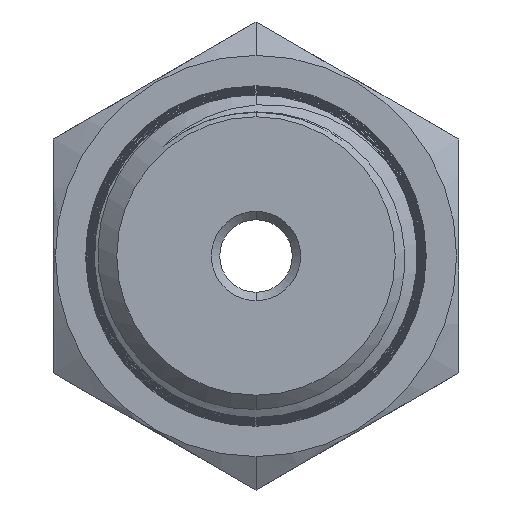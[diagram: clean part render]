
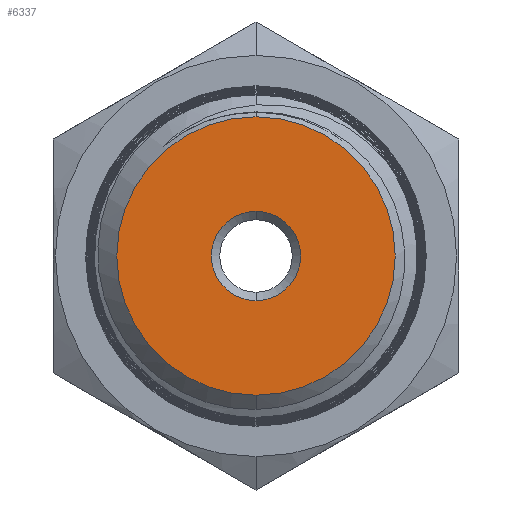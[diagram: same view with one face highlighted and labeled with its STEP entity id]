
A CAD part, left-side view. The second image highlights one B-rep face of the part: STEP entity #6337.
In plain terms, the highlighted planar face has unit normal (-1, 0, 0).
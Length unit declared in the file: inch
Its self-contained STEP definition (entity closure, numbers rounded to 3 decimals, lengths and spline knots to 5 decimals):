
#1428 = AXIS2_PLACEMENT_3D ( 'NONE', #14931, #9534, #5443 ) ;
#1617 = VERTEX_POINT ( 'NONE', #14952 ) ;
#1789 = EDGE_CURVE ( 'NONE', #3614, #1617, #7535, .T. ) ;
#1835 = AXIS2_PLACEMENT_3D ( 'NONE', #7478, #11369, #16512 ) ;
#2519 = FACE_OUTER_BOUND ( 'NONE', #9840, .T. ) ;
#2589 = EDGE_CURVE ( 'NONE', #14719, #17104, #3951, .T. ) ;
#3126 = ORIENTED_EDGE ( 'NONE', *, *, #6489, .T. ) ;
#3614 = VERTEX_POINT ( 'NONE', #13137 ) ;
#3951 = CIRCLE ( 'NONE', #1835, 0.11 ) ;
#4521 = CARTESIAN_POINT ( 'NONE',  ( -2., 0., 0.11 ) ) ;
#5443 = DIRECTION ( 'NONE',  ( 0., 0., 1. ) ) ;
#5629 = DIRECTION ( 'NONE',  ( -1., 0., 0. ) ) ;
#6337 = ADVANCED_FACE ( 'NONE', ( #13124, #2519 ), #9445, .F. ) ;
#6489 = EDGE_CURVE ( 'NONE', #1617, #3614, #11028, .T. ) ;
#6702 = DIRECTION ( 'NONE',  ( 1., 0., 0. ) ) ;
#6971 = AXIS2_PLACEMENT_3D ( 'NONE', #16100, #6702, #8163 ) ;
#6985 = DIRECTION ( 'NONE',  ( 0., 0., 1. ) ) ;
#7048 = CARTESIAN_POINT ( 'NONE',  ( -2., 0., 0. ) ) ;
#7414 = ORIENTED_EDGE ( 'NONE', *, *, #2589, .F. ) ;
#7478 = CARTESIAN_POINT ( 'NONE',  ( -2., 0., 0. ) ) ;
#7535 = CIRCLE ( 'NONE', #10730, 0.3435 ) ;
#8163 = DIRECTION ( 'NONE',  ( 0., 0., -1. ) ) ;
#8389 = DIRECTION ( 'NONE',  ( -1., 0., 0. ) ) ;
#9445 = PLANE ( 'NONE',  #6971 ) ;
#9534 = DIRECTION ( 'NONE',  ( -1., 0., 0. ) ) ;
#9644 = AXIS2_PLACEMENT_3D ( 'NONE', #13620, #5629, #6985 ) ;
#9832 = CARTESIAN_POINT ( 'NONE',  ( -2., 0., -0.11 ) ) ;
#9840 = EDGE_LOOP ( 'NONE', ( #12553, #3126 ) ) ;
#10730 = AXIS2_PLACEMENT_3D ( 'NONE', #7048, #8389, #13731 ) ;
#11028 = CIRCLE ( 'NONE', #9644, 0.3435 ) ;
#11369 = DIRECTION ( 'NONE',  ( -1., 0., 0. ) ) ;
#12030 = CIRCLE ( 'NONE', #1428, 0.11 ) ;
#12553 = ORIENTED_EDGE ( 'NONE', *, *, #1789, .T. ) ;
#13124 = FACE_BOUND ( 'NONE', #14867, .T. ) ;
#13137 = CARTESIAN_POINT ( 'NONE',  ( -2., 0., -0.3435 ) ) ;
#13506 = EDGE_CURVE ( 'NONE', #17104, #14719, #12030, .T. ) ;
#13620 = CARTESIAN_POINT ( 'NONE',  ( -2., 0., 0. ) ) ;
#13731 = DIRECTION ( 'NONE',  ( 0., 0., 1. ) ) ;
#14719 = VERTEX_POINT ( 'NONE', #9832 ) ;
#14838 = ORIENTED_EDGE ( 'NONE', *, *, #13506, .F. ) ;
#14867 = EDGE_LOOP ( 'NONE', ( #14838, #7414 ) ) ;
#14931 = CARTESIAN_POINT ( 'NONE',  ( -2., 0., 0. ) ) ;
#14952 = CARTESIAN_POINT ( 'NONE',  ( -2., 0., 0.3435 ) ) ;
#16100 = CARTESIAN_POINT ( 'NONE',  ( -2., 0.5, 0.28868 ) ) ;
#16512 = DIRECTION ( 'NONE',  ( 0., 0., 1. ) ) ;
#17104 = VERTEX_POINT ( 'NONE', #4521 ) ;
